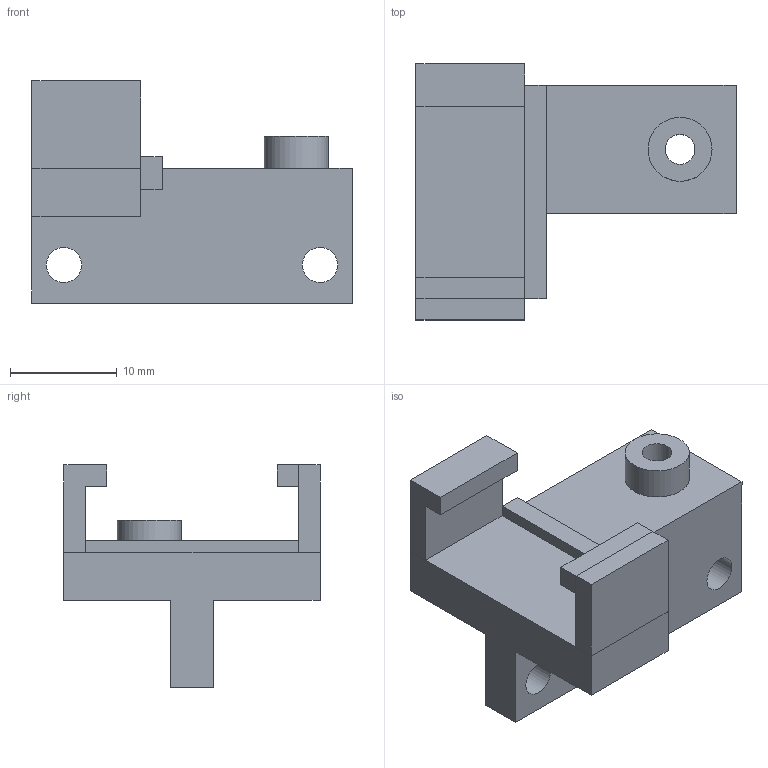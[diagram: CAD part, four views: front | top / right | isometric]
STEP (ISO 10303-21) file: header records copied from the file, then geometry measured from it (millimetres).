
FILE_DESCRIPTION(/* description */ (''),/* implementation_level */ '2;1');
FILE_NAME(/* name */ 'x-endstop.step',/* time_stamp */ '2023-01-07T15:50:14+08:00',/* author */ (''),/* organization */ (''),/* preprocessor_version */ 'ST-DEVELOPER v19.2',/* originating_system */ 'Autodesk Translation Framework v11.17.0.187',/* authorisation */ '');
FILE_SCHEMA (('AUTOMOTIVE_DESIGN { 1 0 10303 214 3 1 1 }'));
Length unit declared in the file: millimetre
Products named in the file (1): x-endstop
Bounding box: 30 x 24 x 20.82 mm (x, y, z)
Volume: 3607.7 mm3; surface area: 2862.6 mm2
Topology: 4 solids, 4 shells, 44 faces, 103 edges, 68 vertices
Faces by surface type: plane 40, cylinder 4
Full cylindrical faces by diameter (mm): 2.8 x1, 3.3 x2, 6 x1
Entity records: 1281 total; most frequent: CARTESIAN_POINT 216, ORIENTED_EDGE 206, DIRECTION 201, EDGE_CURVE 103, LINE 95, VECTOR 95, VERTEX_POINT 68, AXIS2_PLACEMENT_3D 53
